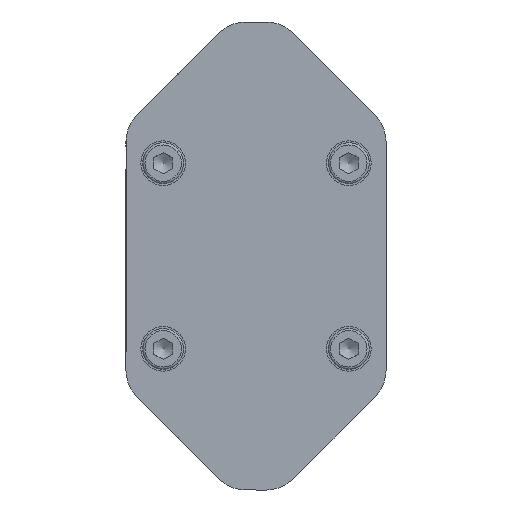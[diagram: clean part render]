
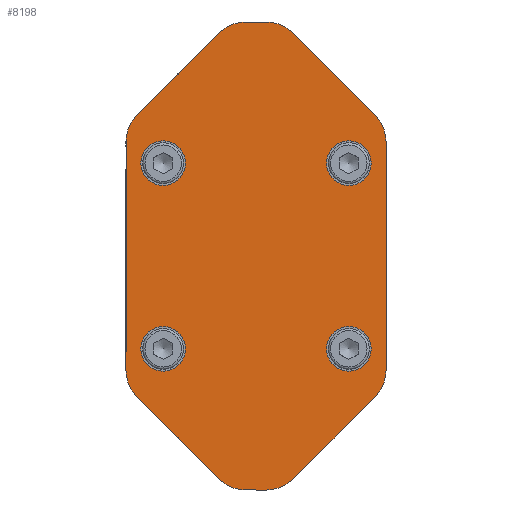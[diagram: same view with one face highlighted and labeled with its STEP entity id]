
A CAD part, left-side view. The second image highlights one B-rep face of the part: STEP entity #8198.
In plain terms, the highlighted face is planar.
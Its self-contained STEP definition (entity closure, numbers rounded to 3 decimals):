
#520=FACE_BOUND('',#2026,.T.);
#521=FACE_BOUND('',#2027,.T.);
#522=FACE_BOUND('',#2028,.T.);
#523=FACE_BOUND('',#2029,.T.);
#945=CIRCLE('',#9169,5.);
#953=CIRCLE('',#9180,5.);
#954=CIRCLE('',#9183,5.);
#955=CIRCLE('',#9185,5.);
#957=CIRCLE('',#9189,5.);
#964=CIRCLE('',#9199,5.);
#965=CIRCLE('',#9202,5.);
#966=CIRCLE('',#9204,5.);
#968=CIRCLE('',#9208,3.);
#970=CIRCLE('',#9213,3.);
#972=CIRCLE('',#9218,3.);
#974=CIRCLE('',#9223,3.);
#1430=FACE_OUTER_BOUND('',#2025,.T.);
#2025=EDGE_LOOP('',(#7452,#7453,#7454,#7455,#7456,#7457,#7458,#7459,#7460,
#7461,#7462,#7463,#7464,#7465,#7466,#7467));
#2026=EDGE_LOOP('',(#7468));
#2027=EDGE_LOOP('',(#7469));
#2028=EDGE_LOOP('',(#7470));
#2029=EDGE_LOOP('',(#7471));
#2661=LINE('',#14052,#3313);
#2669=LINE('',#14081,#3321);
#2674=LINE('',#14095,#3326);
#2680=LINE('',#14112,#3332);
#2685=LINE('',#14134,#3337);
#2689=LINE('',#14174,#3341);
#2690=LINE('',#14176,#3342);
#2691=LINE('',#14178,#3343);
#3313=VECTOR('',#11593,10.);
#3321=VECTOR('',#11619,10.);
#3326=VECTOR('',#11634,10.);
#3332=VECTOR('',#11650,10.);
#3337=VECTOR('',#11673,10.);
#3341=VECTOR('',#11729,10.);
#3342=VECTOR('',#11732,10.);
#3343=VECTOR('',#11735,10.);
#4080=VERTEX_POINT('',#14035);
#4081=VERTEX_POINT('',#14036);
#4087=VERTEX_POINT('',#14050);
#4097=VERTEX_POINT('',#14074);
#4098=VERTEX_POINT('',#14075);
#4099=VERTEX_POINT('',#14080);
#4100=VERTEX_POINT('',#14084);
#4101=VERTEX_POINT('',#14088);
#4102=VERTEX_POINT('',#14089);
#4103=VERTEX_POINT('',#14094);
#4106=VERTEX_POINT('',#14102);
#4109=VERTEX_POINT('',#14110);
#4116=VERTEX_POINT('',#14129);
#4117=VERTEX_POINT('',#14133);
#4118=VERTEX_POINT('',#14137);
#4119=VERTEX_POINT('',#14141);
#4121=VERTEX_POINT('',#14148);
#4123=VERTEX_POINT('',#14155);
#4125=VERTEX_POINT('',#14162);
#4127=VERTEX_POINT('',#14169);
#5181=EDGE_CURVE('',#4080,#4081,#945,.T.);
#5189=EDGE_CURVE('',#4080,#4087,#2661,.T.);
#5200=EDGE_CURVE('',#4097,#4098,#953,.T.);
#5203=EDGE_CURVE('',#4099,#4098,#2669,.T.);
#5205=EDGE_CURVE('',#4099,#4100,#954,.T.);
#5207=EDGE_CURVE('',#4101,#4102,#955,.T.);
#5210=EDGE_CURVE('',#4103,#4102,#2674,.T.);
#5214=EDGE_CURVE('',#4106,#4087,#957,.T.);
#5219=EDGE_CURVE('',#4106,#4109,#2680,.T.);
#5228=EDGE_CURVE('',#4103,#4116,#964,.T.);
#5230=EDGE_CURVE('',#4117,#4116,#2685,.T.);
#5232=EDGE_CURVE('',#4117,#4118,#965,.T.);
#5234=EDGE_CURVE('',#4119,#4109,#966,.T.);
#5237=EDGE_CURVE('',#4121,#4121,#968,.T.);
#5239=EDGE_CURVE('',#4123,#4123,#970,.T.);
#5241=EDGE_CURVE('',#4125,#4125,#972,.T.);
#5243=EDGE_CURVE('',#4127,#4127,#974,.T.);
#5244=EDGE_CURVE('',#4097,#4081,#2689,.T.);
#5245=EDGE_CURVE('',#4101,#4100,#2690,.T.);
#5246=EDGE_CURVE('',#4119,#4118,#2691,.T.);
#7452=ORIENTED_EDGE('',*,*,#5181,.F.);
#7453=ORIENTED_EDGE('',*,*,#5189,.T.);
#7454=ORIENTED_EDGE('',*,*,#5214,.F.);
#7455=ORIENTED_EDGE('',*,*,#5219,.T.);
#7456=ORIENTED_EDGE('',*,*,#5234,.F.);
#7457=ORIENTED_EDGE('',*,*,#5246,.T.);
#7458=ORIENTED_EDGE('',*,*,#5232,.F.);
#7459=ORIENTED_EDGE('',*,*,#5230,.T.);
#7460=ORIENTED_EDGE('',*,*,#5228,.F.);
#7461=ORIENTED_EDGE('',*,*,#5210,.T.);
#7462=ORIENTED_EDGE('',*,*,#5207,.F.);
#7463=ORIENTED_EDGE('',*,*,#5245,.T.);
#7464=ORIENTED_EDGE('',*,*,#5205,.F.);
#7465=ORIENTED_EDGE('',*,*,#5203,.T.);
#7466=ORIENTED_EDGE('',*,*,#5200,.F.);
#7467=ORIENTED_EDGE('',*,*,#5244,.T.);
#7468=ORIENTED_EDGE('',*,*,#5237,.T.);
#7469=ORIENTED_EDGE('',*,*,#5239,.T.);
#7470=ORIENTED_EDGE('',*,*,#5241,.T.);
#7471=ORIENTED_EDGE('',*,*,#5243,.T.);
#7740=PLANE('',#9229);
#8198=ADVANCED_FACE('',(#1430,#520,#521,#522,#523),#7740,.T.);
#9169=AXIS2_PLACEMENT_3D('',#14037,#11580,#11581);
#9180=AXIS2_PLACEMENT_3D('',#14076,#11613,#11614);
#9183=AXIS2_PLACEMENT_3D('',#14085,#11623,#11624);
#9185=AXIS2_PLACEMENT_3D('',#14090,#11628,#11629);
#9189=AXIS2_PLACEMENT_3D('',#14103,#11641,#11642);
#9199=AXIS2_PLACEMENT_3D('',#14130,#11668,#11669);
#9202=AXIS2_PLACEMENT_3D('',#14138,#11677,#11678);
#9204=AXIS2_PLACEMENT_3D('',#14142,#11682,#11683);
#9208=AXIS2_PLACEMENT_3D('',#14149,#11691,#11692);
#9213=AXIS2_PLACEMENT_3D('',#14156,#11701,#11702);
#9218=AXIS2_PLACEMENT_3D('',#14163,#11711,#11712);
#9223=AXIS2_PLACEMENT_3D('',#14170,#11721,#11722);
#9229=AXIS2_PLACEMENT_3D('',#14179,#11736,#11737);
#11580=DIRECTION('center_axis',(0.,0.,-1.));
#11581=DIRECTION('ref_axis',(0.924,-0.383,0.));
#11593=DIRECTION('',(0.,1.,0.));
#11613=DIRECTION('center_axis',(0.,0.,-1.));
#11614=DIRECTION('ref_axis',(0.383,-0.924,0.));
#11619=DIRECTION('',(1.,0.,0.));
#11623=DIRECTION('center_axis',(0.,0.,-1.));
#11624=DIRECTION('ref_axis',(-0.383,-0.924,0.));
#11628=DIRECTION('center_axis',(0.,0.,-1.));
#11629=DIRECTION('ref_axis',(-0.924,-0.383,0.));
#11634=DIRECTION('',(0.,-1.,0.));
#11641=DIRECTION('center_axis',(0.,0.,-1.));
#11642=DIRECTION('ref_axis',(0.924,0.383,0.));
#11650=DIRECTION('',(-0.707,0.707,0.));
#11668=DIRECTION('center_axis',(0.,0.,-1.));
#11669=DIRECTION('ref_axis',(-0.924,0.383,0.));
#11673=DIRECTION('',(-0.707,-0.707,0.));
#11677=DIRECTION('center_axis',(0.,0.,-1.));
#11678=DIRECTION('ref_axis',(-0.383,0.924,0.));
#11682=DIRECTION('center_axis',(0.,0.,-1.));
#11683=DIRECTION('ref_axis',(0.383,0.924,0.));
#11691=DIRECTION('center_axis',(0.,0.,-1.));
#11692=DIRECTION('ref_axis',(1.,0.,0.));
#11701=DIRECTION('center_axis',(0.,0.,-1.));
#11702=DIRECTION('ref_axis',(1.,0.,0.));
#11711=DIRECTION('center_axis',(0.,0.,-1.));
#11712=DIRECTION('ref_axis',(1.,0.,0.));
#11721=DIRECTION('center_axis',(0.,0.,-1.));
#11722=DIRECTION('ref_axis',(1.,0.,0.));
#11729=DIRECTION('',(0.707,0.707,0.));
#11732=DIRECTION('',(0.707,-0.707,0.));
#11735=DIRECTION('',(-1.,0.,0.));
#11736=DIRECTION('center_axis',(0.,0.,1.));
#11737=DIRECTION('ref_axis',(1.,0.,0.));
#14035=CARTESIAN_POINT('',(17.5,-15.429,12.5));
#14036=CARTESIAN_POINT('',(16.036,-18.964,12.5));
#14037=CARTESIAN_POINT('Origin',(12.5,-15.429,12.5));
#14050=CARTESIAN_POINT('',(17.5,15.429,12.5));
#14052=CARTESIAN_POINT('',(17.5,-17.5,12.5));
#14074=CARTESIAN_POINT('',(4.964,-30.036,12.5));
#14075=CARTESIAN_POINT('',(1.429,-31.5,12.5));
#14076=CARTESIAN_POINT('Origin',(1.429,-26.5,12.5));
#14080=CARTESIAN_POINT('',(-1.429,-31.5,12.5));
#14081=CARTESIAN_POINT('',(-3.5,-31.5,12.5));
#14084=CARTESIAN_POINT('',(-4.964,-30.036,12.5));
#14085=CARTESIAN_POINT('Origin',(-1.429,-26.5,12.5));
#14088=CARTESIAN_POINT('',(-16.036,-18.964,12.5));
#14089=CARTESIAN_POINT('',(-17.5,-15.429,12.5));
#14090=CARTESIAN_POINT('Origin',(-12.5,-15.429,12.5));
#14094=CARTESIAN_POINT('',(-17.5,15.429,12.5));
#14095=CARTESIAN_POINT('',(-17.5,17.5,12.5));
#14102=CARTESIAN_POINT('',(16.036,18.964,12.5));
#14103=CARTESIAN_POINT('Origin',(12.5,15.429,12.5));
#14110=CARTESIAN_POINT('',(4.964,30.036,12.5));
#14112=CARTESIAN_POINT('',(17.5,17.5,12.5));
#14129=CARTESIAN_POINT('',(-16.036,18.964,12.5));
#14130=CARTESIAN_POINT('Origin',(-12.5,15.429,12.5));
#14133=CARTESIAN_POINT('',(-4.964,30.036,12.5));
#14134=CARTESIAN_POINT('',(-3.5,31.5,12.5));
#14137=CARTESIAN_POINT('',(-1.429,31.5,12.5));
#14138=CARTESIAN_POINT('Origin',(-1.429,26.5,12.5));
#14141=CARTESIAN_POINT('',(1.429,31.5,12.5));
#14142=CARTESIAN_POINT('Origin',(1.429,26.5,12.5));
#14148=CARTESIAN_POINT('',(15.5,-12.5,12.5));
#14149=CARTESIAN_POINT('Origin',(12.5,-12.5,12.5));
#14155=CARTESIAN_POINT('',(-9.5,12.5,12.5));
#14156=CARTESIAN_POINT('Origin',(-12.5,12.5,12.5));
#14162=CARTESIAN_POINT('',(-9.5,-12.5,12.5));
#14163=CARTESIAN_POINT('Origin',(-12.5,-12.5,12.5));
#14169=CARTESIAN_POINT('',(15.5,12.5,12.5));
#14170=CARTESIAN_POINT('Origin',(12.5,12.5,12.5));
#14174=CARTESIAN_POINT('',(3.5,-31.5,12.5));
#14176=CARTESIAN_POINT('',(-17.5,-17.5,12.5));
#14178=CARTESIAN_POINT('',(3.5,31.5,12.5));
#14179=CARTESIAN_POINT('Origin',(0.,21.557,
12.5));
